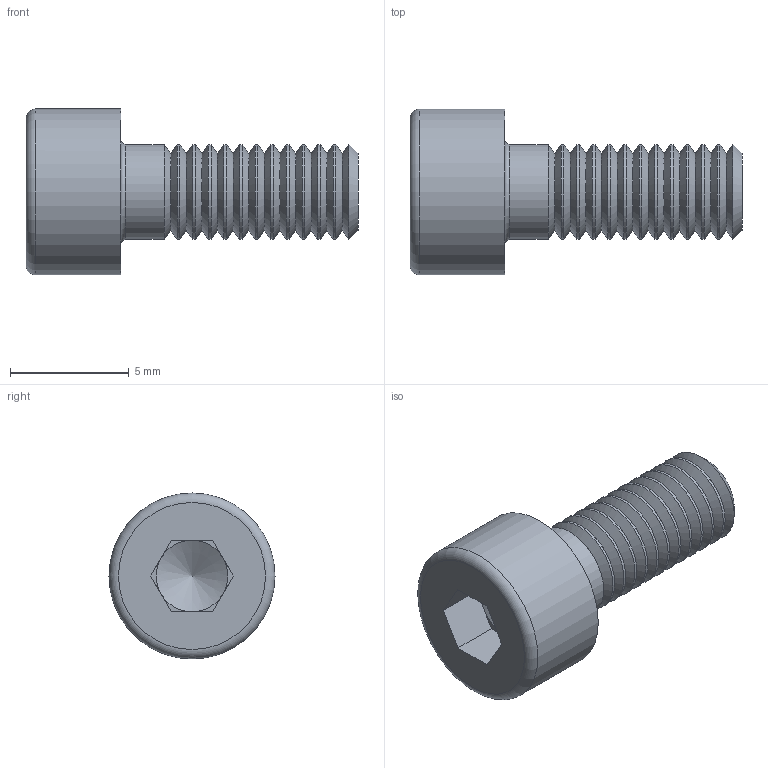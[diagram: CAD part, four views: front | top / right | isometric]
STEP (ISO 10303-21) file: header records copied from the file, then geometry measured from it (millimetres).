
FILE_DESCRIPTION (( 'STEP AP203' ), '1' );
FILE_NAME ('Âèíò ñ âíóòðåííèì øåñòèãðàííèêîì DIN912 Ì4õ10 (ïîëíàÿ ðåçüáà).STEP', '2024-04-12T06:43:41', ( '' ), ( '' ), 'SwSTEP 2.0', 'SolidWorks 2021', '' );
FILE_SCHEMA (( 'CONFIG_CONTROL_DESIGN' ));
Length unit declared in the file: millimetre
Products named in the file (1): Âèíò ñ âíóòðåííèì øåñòèãðàííèêîì DIN912 Ì4õ10 (ïîëíàÿ ðåçüáà)
Bounding box: 14 x 7 x 7 mm (x, y, z)
Volume: 245.2 mm3; surface area: 351.8 mm2
Topology: 1 solids, 1 shells, 56 faces, 117 edges, 64 vertices
Faces by surface type: cone 26, plane 15, cylinder 13, torus 2
Full cylindrical faces by diameter (mm): 4 x12, 7 x1
Entity records: 1289 total; most frequent: DIRECTION 234, CARTESIAN_POINT 189, ORIENTED_EDGE 144, AXIS2_PLACEMENT_3D 105, EDGE_LOOP 98, EDGE_CURVE 72, FACE_OUTER_BOUND 71, VERTEX_POINT 60
